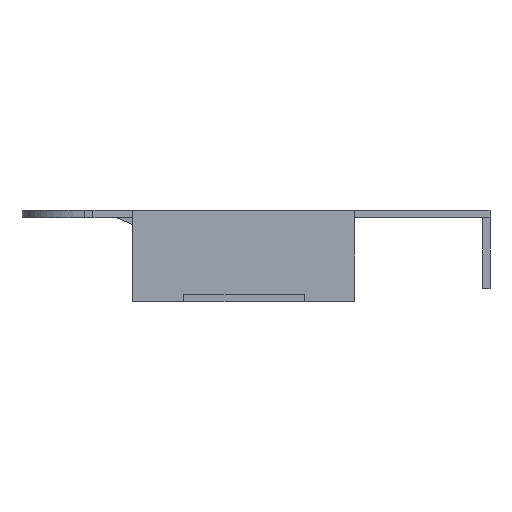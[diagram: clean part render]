
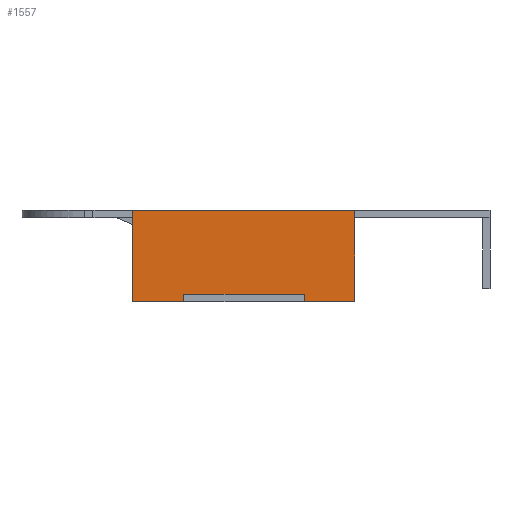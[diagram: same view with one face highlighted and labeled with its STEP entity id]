
A CAD part, left-side view. The second image highlights one B-rep face of the part: STEP entity #1557.
In plain terms, the highlighted planar face has unit normal (-1, 0, 0).
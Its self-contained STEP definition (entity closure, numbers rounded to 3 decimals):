
#96=PLANE('',#1644);
#173=FACE_OUTER_BOUND('',#255,.T.);
#255=EDGE_LOOP('',(#1416,#1417,#1418,#1419,#1420,#1421,#1422,#1423,#1424));
#421=LINE('',#2883,#618);
#437=LINE('',#2913,#634);
#441=LINE('',#2921,#638);
#447=LINE('',#2937,#644);
#449=LINE('',#2943,#646);
#454=LINE('',#2951,#651);
#455=LINE('',#2953,#652);
#456=LINE('',#2954,#653);
#457=LINE('',#2955,#654);
#618=VECTOR('',#1922,10.);
#634=VECTOR('',#1948,10.);
#638=VECTOR('',#1956,10.);
#644=VECTOR('',#1970,10.);
#646=VECTOR('',#1974,10.);
#651=VECTOR('',#1983,10.);
#652=VECTOR('',#1986,10.);
#653=VECTOR('',#1987,10.);
#654=VECTOR('',#1988,10.);
#794=VERTEX_POINT('',#2880);
#795=VERTEX_POINT('',#2882);
#803=VERTEX_POINT('',#2910);
#804=VERTEX_POINT('',#2912);
#806=VERTEX_POINT('',#2920);
#810=VERTEX_POINT('',#2931);
#812=VERTEX_POINT('',#2935);
#814=VERTEX_POINT('',#2940);
#815=VERTEX_POINT('',#2942);
#997=EDGE_CURVE('',#795,#794,#421,.T.);
#1013=EDGE_CURVE('',#803,#804,#437,.T.);
#1017=EDGE_CURVE('',#806,#795,#441,.T.);
#1025=EDGE_CURVE('',#810,#812,#447,.T.);
#1027=EDGE_CURVE('',#815,#814,#449,.T.);
#1032=EDGE_CURVE('',#812,#815,#454,.T.);
#1033=EDGE_CURVE('',#806,#814,#455,.T.);
#1034=EDGE_CURVE('',#804,#794,#456,.T.);
#1035=EDGE_CURVE('',#810,#803,#457,.T.);
#1416=ORIENTED_EDGE('',*,*,#1032,.T.);
#1417=ORIENTED_EDGE('',*,*,#1027,.T.);
#1418=ORIENTED_EDGE('',*,*,#1033,.F.);
#1419=ORIENTED_EDGE('',*,*,#1017,.T.);
#1420=ORIENTED_EDGE('',*,*,#997,.T.);
#1421=ORIENTED_EDGE('',*,*,#1034,.F.);
#1422=ORIENTED_EDGE('',*,*,#1013,.F.);
#1423=ORIENTED_EDGE('',*,*,#1035,.F.);
#1424=ORIENTED_EDGE('',*,*,#1025,.T.);
#1557=ADVANCED_FACE('',(#173),#96,.T.);
#1644=AXIS2_PLACEMENT_3D('',#2952,#1984,#1985);
#1922=DIRECTION('',(0.,0.,1.));
#1948=DIRECTION('',(0.,0.,1.));
#1956=DIRECTION('',(0.,0.,1.));
#1970=DIRECTION('',(0.,0.,1.));
#1974=DIRECTION('',(0.,0.,-1.));
#1983=DIRECTION('',(0.,-1.,0.));
#1984=DIRECTION('center_axis',(-1.,0.,0.));
#1985=DIRECTION('ref_axis',(0.,-1.,0.));
#1986=DIRECTION('',(0.,1.,0.));
#1987=DIRECTION('',(0.,-1.,0.));
#1988=DIRECTION('',(0.,1.,0.));
#2880=CARTESIAN_POINT('',(-10.498,-4.672,3.85));
#2882=CARTESIAN_POINT('',(-10.498,-4.672,3.55));
#2883=CARTESIAN_POINT('',(-10.498,-4.672,0.));
#2910=CARTESIAN_POINT('',(-10.498,4.72,0.));
#2912=CARTESIAN_POINT('',(-10.498,4.72,3.85));
#2913=CARTESIAN_POINT('',(-10.498,4.72,0.));
#2920=CARTESIAN_POINT('',(-10.498,-4.672,0.));
#2921=CARTESIAN_POINT('',(-10.498,-4.672,0.));
#2931=CARTESIAN_POINT('',(-10.498,2.55,0.));
#2935=CARTESIAN_POINT('',(-10.498,2.55,0.3));
#2937=CARTESIAN_POINT('',(-10.498,2.55,0.));
#2940=CARTESIAN_POINT('',(-10.498,-2.55,0.));
#2942=CARTESIAN_POINT('',(-10.498,-2.55,0.3));
#2943=CARTESIAN_POINT('',(-10.498,-2.55,0.));
#2951=CARTESIAN_POINT('',(-10.498,2.372,0.3));
#2952=CARTESIAN_POINT('Origin',(-10.498,4.72,0.));
#2953=CARTESIAN_POINT('',(-10.498,-4.672,0.));
#2954=CARTESIAN_POINT('',(-10.498,-4.672,3.85));
#2955=CARTESIAN_POINT('',(-10.498,-4.672,0.));
